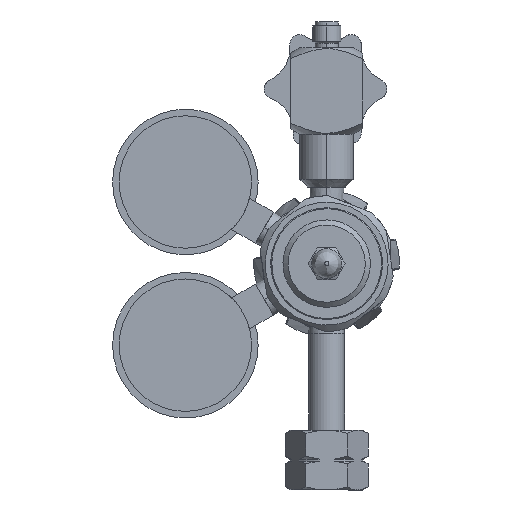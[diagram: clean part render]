
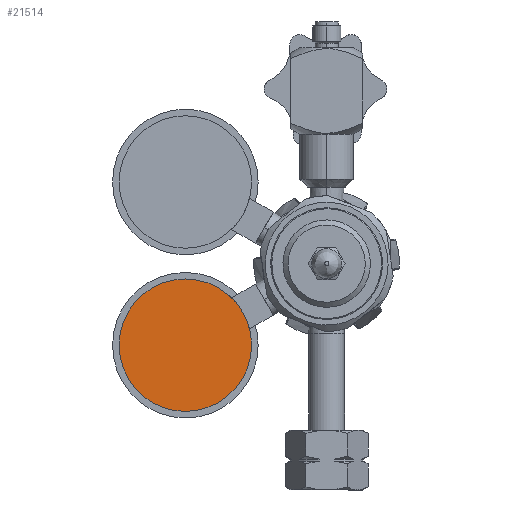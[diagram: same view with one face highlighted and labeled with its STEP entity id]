
A CAD part, left-side view. The second image highlights one B-rep face of the part: STEP entity #21514.
In plain terms, the highlighted face is planar.
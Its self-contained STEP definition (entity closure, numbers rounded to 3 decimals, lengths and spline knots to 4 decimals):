
#1395=CIRCLE('',#23256,1.0375);
#1406=CIRCLE('',#23280,1.0375);
#3411=FACE_OUTER_BOUND('',#4849,.T.);
#4849=EDGE_LOOP('',(#17969,#17970));
#9751=VERTEX_POINT('',#48860);
#9753=VERTEX_POINT('',#48864);
#12522=EDGE_CURVE('',#9751,#9753,#1395,.T.);
#12549=EDGE_CURVE('',#9753,#9751,#1406,.T.);
#17969=ORIENTED_EDGE('',*,*,#12522,.T.);
#17970=ORIENTED_EDGE('',*,*,#12549,.T.);
#19366=PLANE('',#23281);
#21514=ADVANCED_FACE('',(#3411),#19366,.T.);
#23256=AXIS2_PLACEMENT_3D('',#48866,#27782,#27783);
#23280=AXIS2_PLACEMENT_3D('',#48920,#27846,#27847);
#23281=AXIS2_PLACEMENT_3D('',#48921,#27848,#27849);
#27782=DIRECTION('center_axis',(1.,0.,0.));
#27783=DIRECTION('ref_axis',(0.,1.,0.));
#27846=DIRECTION('center_axis',(1.,0.,0.));
#27847=DIRECTION('ref_axis',(0.,1.,0.));
#27848=DIRECTION('center_axis',(1.,0.,0.));
#27849=DIRECTION('ref_axis',(0.,0.,-1.));
#48860=CARTESIAN_POINT('',(0.61,1.0375,0.));
#48864=CARTESIAN_POINT('',(0.61,-1.0375,0.));
#48866=CARTESIAN_POINT('Origin',(0.61,0.,0.));
#48920=CARTESIAN_POINT('Origin',(0.61,0.,0.));
#48921=CARTESIAN_POINT('Origin',(0.61,0.5188,0.));
